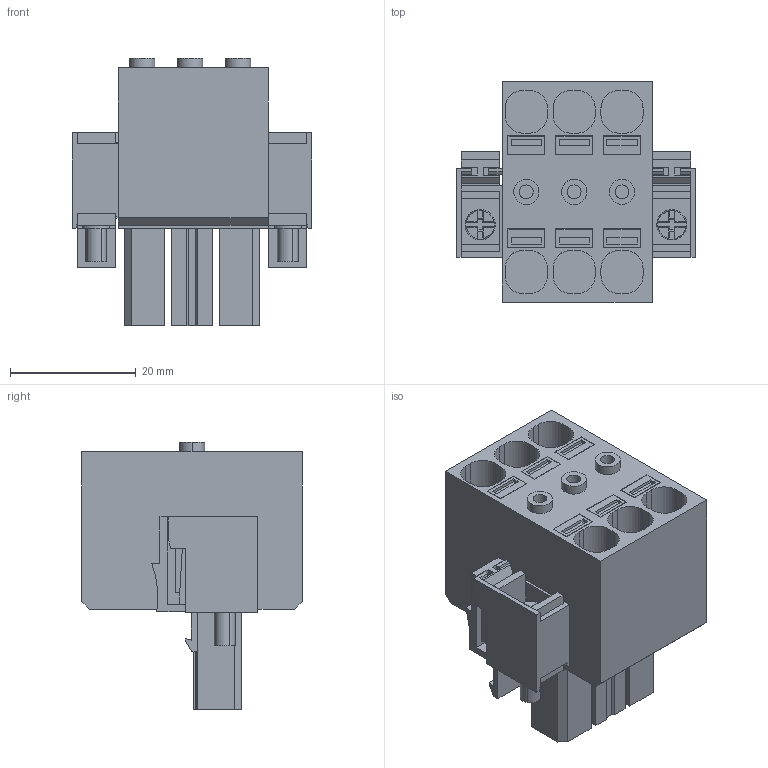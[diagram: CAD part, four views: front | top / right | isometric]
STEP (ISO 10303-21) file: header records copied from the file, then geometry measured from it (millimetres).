
FILE_DESCRIPTION(('CATIA V5 STEP Exchange','CAx-IF Rec.Pracs.--- Model Styling and Organization---1.4--- 2014-01-23'),'2;1');
FILE_NAME ('1208082-3_0_2720490000_2720490000.stp','2020-07-23T11:07:36+00:00',('none'),('Weidmueller'),'CATIA Version 5-6 Release 2016','CATIA V5 STEP AP214','none');
FILE_SCHEMA(('AUTOMOTIVE_DESIGN { 1 0 10303 214 1 1 1 1 }'));
Length unit declared in the file: millimetre
Products named in the file (1): 2720490000
Bounding box: 38.1 x 35.05 x 42.58 mm (x, y, z)
Volume: 23649.3 mm3; surface area: 12966 mm2
Topology: 11 solids, 11 shells, 528 faces, 1378 edges, 917 vertices
Faces by surface type: plane 466, cylinder 58, cone 4
Entity records: 15905 total; most frequent: CARTESIAN_POINT 3062, ORIENTED_EDGE 2756, DIRECTION 2129, EDGE_CURVE 1378, VECTOR 1226, LINE 1226, VERTEX_POINT 917, EDGE_LOOP 581
